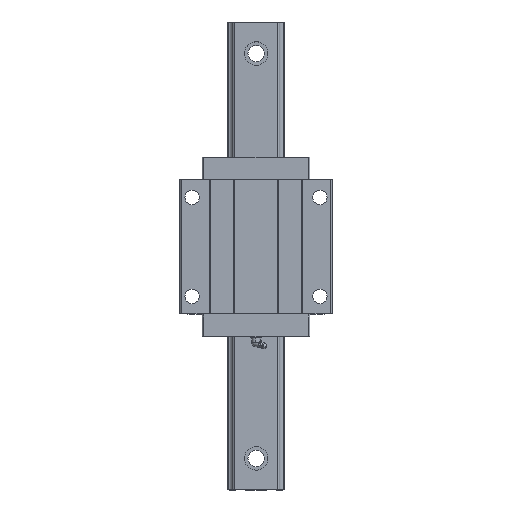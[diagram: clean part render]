
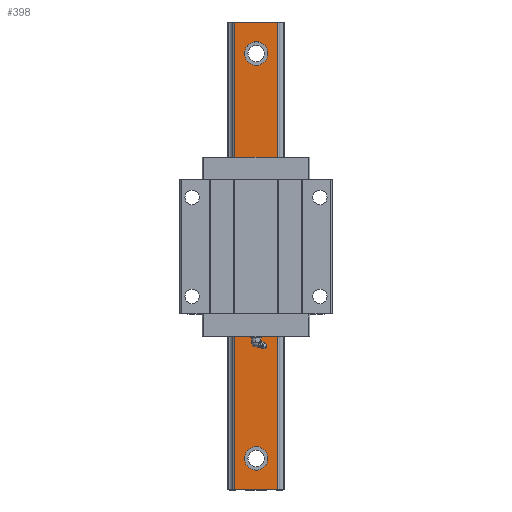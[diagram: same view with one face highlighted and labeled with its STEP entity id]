
A CAD part, top view. The second image highlights one B-rep face of the part: STEP entity #398.
In plain terms, the highlighted planar face has unit normal (0, 0, 1).
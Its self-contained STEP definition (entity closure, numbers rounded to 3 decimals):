
#398=ADVANCED_FACE('',(#917,#918,#919,#920,#921),#922,.F.);
#917=FACE_OUTER_BOUND('',#1556,.T.);
#918=FACE_BOUND('',#1557,.T.);
#919=FACE_BOUND('',#1558,.T.);
#920=FACE_BOUND('',#1559,.T.);
#921=FACE_BOUND('',#1560,.T.);
#922=PLANE('',#1561);
#1556=EDGE_LOOP('',(#3589,#3590,#3591,#3592));
#1557=EDGE_LOOP('',(#3593,#3594));
#1558=EDGE_LOOP('',(#3595,#3596));
#1559=EDGE_LOOP('',(#3597,#3598));
#1560=EDGE_LOOP('',(#3599,#3600));
#1561=AXIS2_PLACEMENT_3D('',#3601,#3602,#3603);
#3589=ORIENTED_EDGE('',*,*,#4586,.T.);
#3590=ORIENTED_EDGE('',*,*,#4587,.F.);
#3591=ORIENTED_EDGE('',*,*,#4560,.F.);
#3592=ORIENTED_EDGE('',*,*,#4588,.T.);
#3593=ORIENTED_EDGE('',*,*,#4589,.T.);
#3594=ORIENTED_EDGE('',*,*,#4525,.T.);
#3595=ORIENTED_EDGE('',*,*,#4590,.T.);
#3596=ORIENTED_EDGE('',*,*,#4533,.T.);
#3597=ORIENTED_EDGE('',*,*,#4591,.T.);
#3598=ORIENTED_EDGE('',*,*,#4521,.T.);
#3599=ORIENTED_EDGE('',*,*,#4592,.T.);
#3600=ORIENTED_EDGE('',*,*,#4517,.T.);
#3601=CARTESIAN_POINT('',(-24.212,535.,38.));
#3602=DIRECTION('',(0.0,0.0,-1.0));
#3603=DIRECTION('',(0.0,-1.0,0.0));
#4517=EDGE_CURVE('',#5656,#5653,#5657,.T.);
#4521=EDGE_CURVE('',#5664,#5661,#5665,.T.);
#4525=EDGE_CURVE('',#5672,#5669,#5673,.T.);
#4533=EDGE_CURVE('',#5688,#5685,#5689,.T.);
#4560=EDGE_CURVE('',#5738,#5740,#5741,.T.);
#4586=EDGE_CURVE('',#5789,#5790,#5791,.T.);
#4587=EDGE_CURVE('',#5740,#5790,#5792,.T.);
#4588=EDGE_CURVE('',#5738,#5789,#5793,.T.);
#4589=EDGE_CURVE('',#5669,#5672,#5794,.T.);
#4590=EDGE_CURVE('',#5685,#5688,#5795,.T.);
#4591=EDGE_CURVE('',#5661,#5664,#5796,.T.);
#4592=EDGE_CURVE('',#5653,#5656,#5797,.T.);
#5653=VERTEX_POINT('',#7554);
#5656=VERTEX_POINT('',#7558);
#5657=CIRCLE('',#7559,13.0);
#5661=VERTEX_POINT('',#7564);
#5664=VERTEX_POINT('',#7568);
#5665=CIRCLE('',#7569,13.0);
#5669=VERTEX_POINT('',#7574);
#5672=VERTEX_POINT('',#7578);
#5673=CIRCLE('',#7579,13.0);
#5685=VERTEX_POINT('',#7594);
#5688=VERTEX_POINT('',#7598);
#5689=CIRCLE('',#7599,13.0);
#5738=VERTEX_POINT('',#7664);
#5740=VERTEX_POINT('',#7666);
#5741=LINE('',#7667,#7668);
#5789=VERTEX_POINT('',#7736);
#5790=VERTEX_POINT('',#7737);
#5791=LINE('',#7738,#7739);
#5792=LINE('',#7740,#7741);
#5793=LINE('',#7742,#7743);
#5794=CIRCLE('',#7744,13.0);
#5795=CIRCLE('',#7745,13.0);
#5796=CIRCLE('',#7746,13.0);
#5797=CIRCLE('',#7747,13.0);
#7554=CARTESIAN_POINT('',(-12.9,50.,38.));
#7558=CARTESIAN_POINT('',(13.1,50.,38.));
#7559=AXIS2_PLACEMENT_3D('',#8819,#8820,#8821);
#7564=CARTESIAN_POINT('',(-12.9,200.,38.));
#7568=CARTESIAN_POINT('',(13.1,200.,38.));
#7569=AXIS2_PLACEMENT_3D('',#8827,#8828,#8829);
#7574=CARTESIAN_POINT('',(-12.9,500.,38.));
#7578=CARTESIAN_POINT('',(13.1,500.,38.));
#7579=AXIS2_PLACEMENT_3D('',#8835,#8836,#8837);
#7594=CARTESIAN_POINT('',(-12.9,350.,38.));
#7598=CARTESIAN_POINT('',(13.1,350.,38.));
#7599=AXIS2_PLACEMENT_3D('',#8851,#8852,#8853);
#7664=CARTESIAN_POINT('',(-24.212,535.,38.));
#7666=CARTESIAN_POINT('',(24.212,535.,38.));
#7667=CARTESIAN_POINT('',(31.668,535.,38.));
#7668=VECTOR('',#8900,1000.0);
#7736=CARTESIAN_POINT('',(-24.212,15.,38.));
#7737=CARTESIAN_POINT('',(24.212,15.,38.));
#7738=CARTESIAN_POINT('',(31.668,15.,38.));
#7739=VECTOR('',#8936,1000.0);
#7740=CARTESIAN_POINT('',(24.212,535.,38.));
#7741=VECTOR('',#8937,1000.0);
#7742=CARTESIAN_POINT('',(-24.212,535.,38.));
#7743=VECTOR('',#8938,1000.0);
#7744=AXIS2_PLACEMENT_3D('',#8939,#8940,#8941);
#7745=AXIS2_PLACEMENT_3D('',#8942,#8943,#8944);
#7746=AXIS2_PLACEMENT_3D('',#8945,#8946,#8947);
#7747=AXIS2_PLACEMENT_3D('',#8948,#8949,#8950);
#8819=CARTESIAN_POINT('',(0.1,50.,38.));
#8820=DIRECTION('',(0.0,0.0,-1.0));
#8821=DIRECTION('',(-1.0,0.0,0.0));
#8827=CARTESIAN_POINT('',(0.1,200.,38.));
#8828=DIRECTION('',(0.0,0.0,-1.0));
#8829=DIRECTION('',(-1.0,0.0,0.0));
#8835=CARTESIAN_POINT('',(0.1,500.,38.));
#8836=DIRECTION('',(0.0,0.0,-1.0));
#8837=DIRECTION('',(-1.0,0.0,0.0));
#8851=CARTESIAN_POINT('',(0.1,350.,38.));
#8852=DIRECTION('',(0.0,0.0,-1.0));
#8853=DIRECTION('',(-1.0,0.0,0.0));
#8900=DIRECTION('',(1.0,0.0,0.0));
#8936=DIRECTION('',(1.0,0.0,0.0));
#8937=DIRECTION('',(0.0,-1.0,0.0));
#8938=DIRECTION('',(0.0,-1.0,0.0));
#8939=CARTESIAN_POINT('',(0.1,500.,38.));
#8940=DIRECTION('',(0.0,0.0,-1.0));
#8941=DIRECTION('',(-1.0,0.0,0.0));
#8942=CARTESIAN_POINT('',(0.1,350.,38.));
#8943=DIRECTION('',(0.0,0.0,-1.0));
#8944=DIRECTION('',(-1.0,0.0,0.0));
#8945=CARTESIAN_POINT('',(0.1,200.,38.));
#8946=DIRECTION('',(0.0,0.0,-1.0));
#8947=DIRECTION('',(-1.0,0.0,0.0));
#8948=CARTESIAN_POINT('',(0.1,50.,38.));
#8949=DIRECTION('',(0.0,0.0,-1.0));
#8950=DIRECTION('',(-1.0,0.0,0.0));
